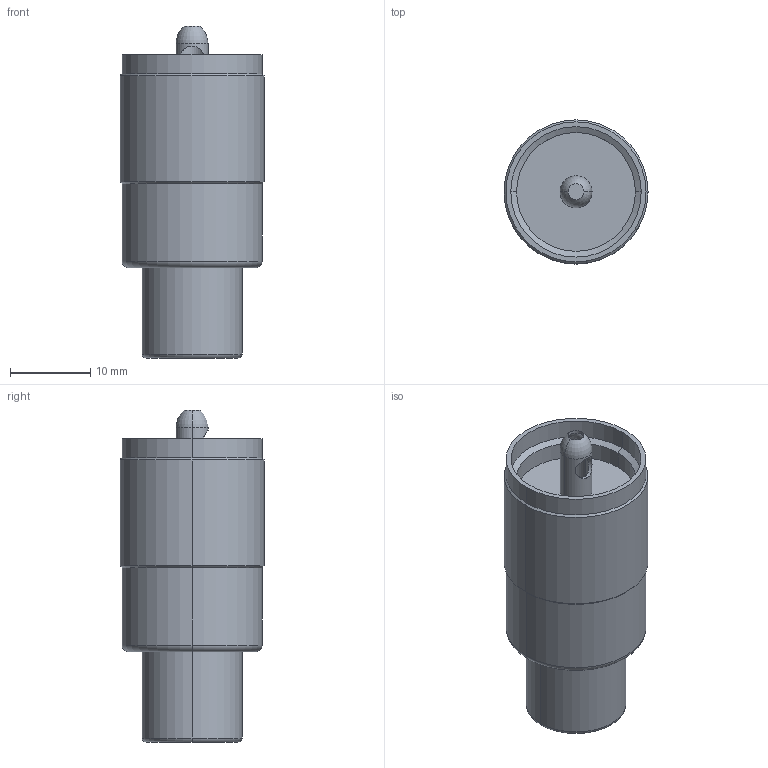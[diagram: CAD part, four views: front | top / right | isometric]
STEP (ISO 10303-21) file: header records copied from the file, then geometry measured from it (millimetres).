
FILE_DESCRIPTION (( 'STEP AP214' ), '1' );
FILE_NAME ('J01040B0604.STEP', '2013-04-24T09:05:18', ( 'Wartung1' ), ( '' ), 'SwSTEP 2.0', 'SolidWorks 2012', '' );
FILE_SCHEMA (( 'AUTOMOTIVE_DESIGN' ));
Length unit declared in the file: millimetre
Products named in the file (1): J01040B0604
Bounding box: 18 x 18 x 41.5 mm (x, y, z)
Volume: 6883.2 mm3; surface area: 2929.7 mm2
Topology: 1 solids, 1 shells, 47 faces, 94 edges, 54 vertices
Faces by surface type: cylinder 22, cone 10, torus 8, plane 7
Entity records: 1827 total; most frequent: CARTESIAN_POINT 302, DIRECTION 244, ORIENTED_EDGE 188, AXIS2_PLACEMENT_3D 106, EDGE_CURVE 94, CIRCLE 58, EDGE_LOOP 54, VERTEX_POINT 54
